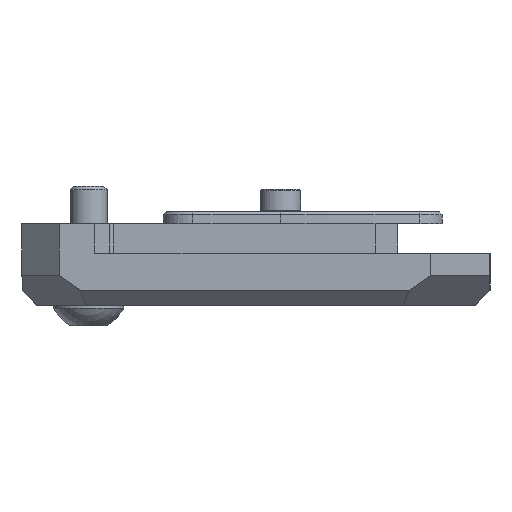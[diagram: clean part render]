
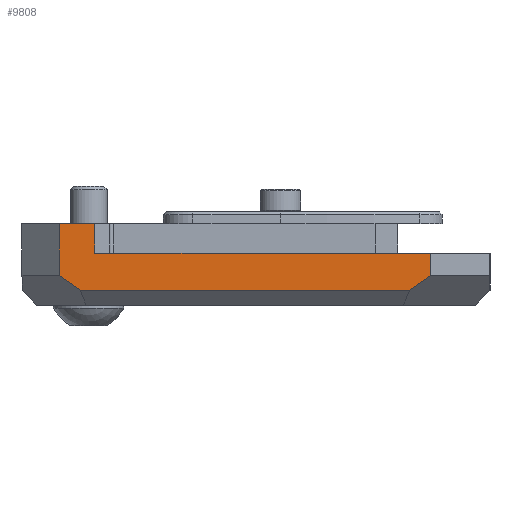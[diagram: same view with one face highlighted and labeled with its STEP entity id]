
A CAD part, left-side view. The second image highlights one B-rep face of the part: STEP entity #9808.
In plain terms, the highlighted face is planar.
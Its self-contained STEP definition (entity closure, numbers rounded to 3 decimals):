
#846=PLANE('',#10443);
#1120=FACE_OUTER_BOUND('',#1701,.T.);
#1701=EDGE_LOOP('',(#7177,#7178,#7179,#7180,#7181,#7182,#7183,#7184));
#2747=LINE('',#14592,#3589);
#2750=LINE('',#14598,#3592);
#2751=LINE('',#14600,#3593);
#2752=LINE('',#14602,#3594);
#2753=LINE('',#14604,#3595);
#2754=LINE('',#14606,#3596);
#2755=LINE('',#14608,#3597);
#2756=LINE('',#14609,#3598);
#3589=VECTOR('',#11706,10.);
#3592=VECTOR('',#11711,10.);
#3593=VECTOR('',#11712,10.);
#3594=VECTOR('',#11713,10.);
#3595=VECTOR('',#11714,10.);
#3596=VECTOR('',#11715,10.);
#3597=VECTOR('',#11716,10.);
#3598=VECTOR('',#11717,10.);
#4359=VERTEX_POINT('',#14589);
#4360=VERTEX_POINT('',#14591);
#4362=VERTEX_POINT('',#14597);
#4363=VERTEX_POINT('',#14599);
#4364=VERTEX_POINT('',#14601);
#4365=VERTEX_POINT('',#14603);
#4366=VERTEX_POINT('',#14605);
#4367=VERTEX_POINT('',#14607);
#5416=EDGE_CURVE('',#4359,#4360,#2747,.T.);
#5419=EDGE_CURVE('',#4360,#4362,#2750,.T.);
#5420=EDGE_CURVE('',#4363,#4359,#2751,.T.);
#5421=EDGE_CURVE('',#4364,#4363,#2752,.T.);
#5422=EDGE_CURVE('',#4365,#4364,#2753,.T.);
#5423=EDGE_CURVE('',#4366,#4365,#2754,.T.);
#5424=EDGE_CURVE('',#4367,#4366,#2755,.T.);
#5425=EDGE_CURVE('',#4362,#4367,#2756,.T.);
#7177=ORIENTED_EDGE('',*,*,#5419,.F.);
#7178=ORIENTED_EDGE('',*,*,#5416,.F.);
#7179=ORIENTED_EDGE('',*,*,#5420,.F.);
#7180=ORIENTED_EDGE('',*,*,#5421,.F.);
#7181=ORIENTED_EDGE('',*,*,#5422,.F.);
#7182=ORIENTED_EDGE('',*,*,#5423,.F.);
#7183=ORIENTED_EDGE('',*,*,#5424,.F.);
#7184=ORIENTED_EDGE('',*,*,#5425,.F.);
#9808=ADVANCED_FACE('',(#1120),#846,.T.);
#10443=AXIS2_PLACEMENT_3D('',#14596,#11709,#11710);
#11706=DIRECTION('',(0.,0.,-1.));
#11709=DIRECTION('center_axis',(1.,0.,0.));
#11710=DIRECTION('ref_axis',(0.,1.,0.));
#11711=DIRECTION('',(0.,1.,0.));
#11712=DIRECTION('',(0.,1.,0.));
#11713=DIRECTION('',(0.,0.,1.));
#11714=DIRECTION('',(0.,-0.816,0.577));
#11715=DIRECTION('',(0.,-1.,0.));
#11716=DIRECTION('',(0.,-0.816,-0.577));
#11717=DIRECTION('',(0.,0.,-1.));
#14589=CARTESIAN_POINT('',(64.5,255.504,18.));
#14591=CARTESIAN_POINT('',(64.5,255.504,14.));
#14592=CARTESIAN_POINT('',(64.5,255.504,14.));
#14596=CARTESIAN_POINT('Origin',(64.5,257.204,14.));
#14597=CARTESIAN_POINT('',(64.5,300.704,14.));
#14598=CARTESIAN_POINT('',(64.5,264.854,14.));
#14599=CARTESIAN_POINT('',(64.5,250.704,18.));
#14600=CARTESIAN_POINT('',(64.5,264.854,18.));
#14601=CARTESIAN_POINT('',(64.5,250.704,11.));
#14602=CARTESIAN_POINT('',(64.5,250.704,14.));
#14603=CARTESIAN_POINT('',(64.5,253.532,9.));
#14604=CARTESIAN_POINT('',(64.5,247.926,12.964));
#14605=CARTESIAN_POINT('',(64.5,297.876,9.));
#14606=CARTESIAN_POINT('',(64.5,272.522,9.));
#14607=CARTESIAN_POINT('',(64.5,300.704,11.));
#14608=CARTESIAN_POINT('',(64.5,293.421,5.85));
#14609=CARTESIAN_POINT('',(64.5,300.704,14.));
